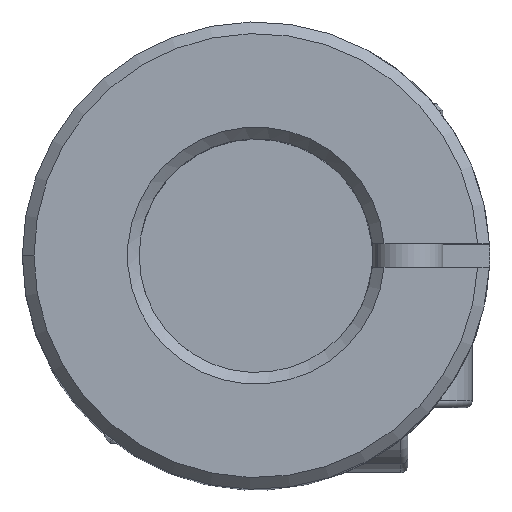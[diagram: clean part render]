
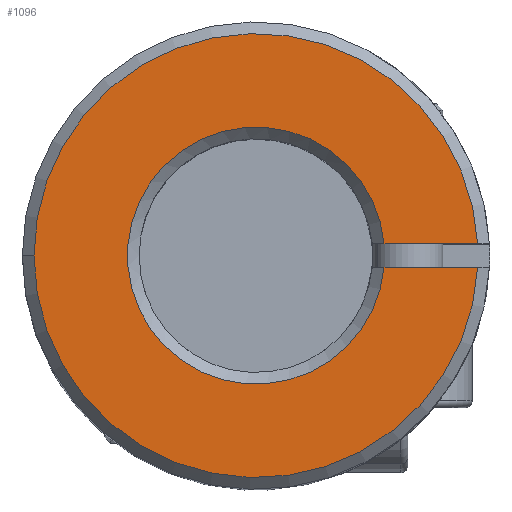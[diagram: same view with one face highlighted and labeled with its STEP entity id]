
A CAD part, top view. The second image highlights one B-rep face of the part: STEP entity #1096.
In plain terms, the highlighted planar face has unit normal (0, 0, 1).
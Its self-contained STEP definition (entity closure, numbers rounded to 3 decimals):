
#69 = DIRECTION ( 'NONE',  ( 1., 0., 0. ) ) ;
#238 = ORIENTED_EDGE ( 'NONE', *, *, #719, .T. ) ;
#239 = DIRECTION ( 'NONE',  ( -1., 0., 0. ) ) ;
#444 = DIRECTION ( 'NONE',  ( 0., 0., 1. ) ) ;
#447 = VECTOR ( 'NONE', #460, 1000. ) ;
#458 = FACE_OUTER_BOUND ( 'NONE', #518, .T. ) ;
#460 = DIRECTION ( 'NONE',  ( -1., 0., 0. ) ) ;
#483 = CARTESIAN_POINT ( 'NONE',  ( -9.5, 0., 12.6 ) ) ;
#518 = EDGE_LOOP ( 'NONE', ( #238, #2079, #1811, #1474, #1001 ) ) ;
#559 = CARTESIAN_POINT ( 'NONE',  ( 0., 0., 12.6 ) ) ;
#571 = CIRCLE ( 'NONE', #695, 5.5 ) ;
#600 = DIRECTION ( 'NONE',  ( 1., 0., 0. ) ) ;
#695 = AXIS2_PLACEMENT_3D ( 'NONE', #559, #2477, #1912 ) ;
#719 = EDGE_CURVE ( 'NONE', #1200, #1994, #1043, .T. ) ;
#763 = AXIS2_PLACEMENT_3D ( 'NONE', #1210, #444, #69 ) ;
#791 = EDGE_CURVE ( 'NONE', #2155, #1280, #1111, .T. ) ;
#819 = CIRCLE ( 'NONE', #1262, 9.5 ) ;
#831 = CARTESIAN_POINT ( 'NONE',  ( 10., 0.5, 12.6 ) ) ;
#898 = EDGE_CURVE ( 'NONE', #1280, #1200, #819, .T. ) ;
#909 = CARTESIAN_POINT ( 'NONE',  ( 0., 0., 12.6 ) ) ;
#1001 = ORIENTED_EDGE ( 'NONE', *, *, #898, .T. ) ;
#1014 = DIRECTION ( 'NONE',  ( 0., 0., 1. ) ) ;
#1022 = LINE ( 'NONE', #831, #447 ) ;
#1043 = LINE ( 'NONE', #1783, #1744 ) ;
#1096 = ADVANCED_FACE ( 'NONE', ( #458 ), #2169, .T. ) ;
#1111 = CIRCLE ( 'NONE', #1545, 9.5 ) ;
#1200 = VERTEX_POINT ( 'NONE', #2417 ) ;
#1210 = CARTESIAN_POINT ( 'NONE',  ( 0., 0., 12.6 ) ) ;
#1262 = AXIS2_PLACEMENT_3D ( 'NONE', #2179, #1014, #600 ) ;
#1280 = VERTEX_POINT ( 'NONE', #483 ) ;
#1343 = EDGE_CURVE ( 'NONE', #2155, #2304, #1022, .T. ) ;
#1474 = ORIENTED_EDGE ( 'NONE', *, *, #791, .T. ) ;
#1545 = AXIS2_PLACEMENT_3D ( 'NONE', #909, #2262, #1674 ) ;
#1609 = CARTESIAN_POINT ( 'NONE',  ( 5.477, -0.5, 12.6 ) ) ;
#1674 = DIRECTION ( 'NONE',  ( 1., 0., 0. ) ) ;
#1714 = CARTESIAN_POINT ( 'NONE',  ( 9.487, 0.5, 12.6 ) ) ;
#1744 = VECTOR ( 'NONE', #239, 1000. ) ;
#1783 = CARTESIAN_POINT ( 'NONE',  ( 10., -0.5, 12.6 ) ) ;
#1811 = ORIENTED_EDGE ( 'NONE', *, *, #1343, .F. ) ;
#1912 = DIRECTION ( 'NONE',  ( 1., 0., 0. ) ) ;
#1958 = CARTESIAN_POINT ( 'NONE',  ( 5.477, 0.5, 12.6 ) ) ;
#1994 = VERTEX_POINT ( 'NONE', #1609 ) ;
#2079 = ORIENTED_EDGE ( 'NONE', *, *, #2133, .T. ) ;
#2133 = EDGE_CURVE ( 'NONE', #1994, #2304, #571, .T. ) ;
#2155 = VERTEX_POINT ( 'NONE', #1714 ) ;
#2169 = PLANE ( 'NONE',  #763 ) ;
#2179 = CARTESIAN_POINT ( 'NONE',  ( 0., 0., 12.6 ) ) ;
#2262 = DIRECTION ( 'NONE',  ( 0., 0., 1. ) ) ;
#2304 = VERTEX_POINT ( 'NONE', #1958 ) ;
#2417 = CARTESIAN_POINT ( 'NONE',  ( 9.487, -0.5, 12.6 ) ) ;
#2477 = DIRECTION ( 'NONE',  ( 0., 0., -1. ) ) ;
